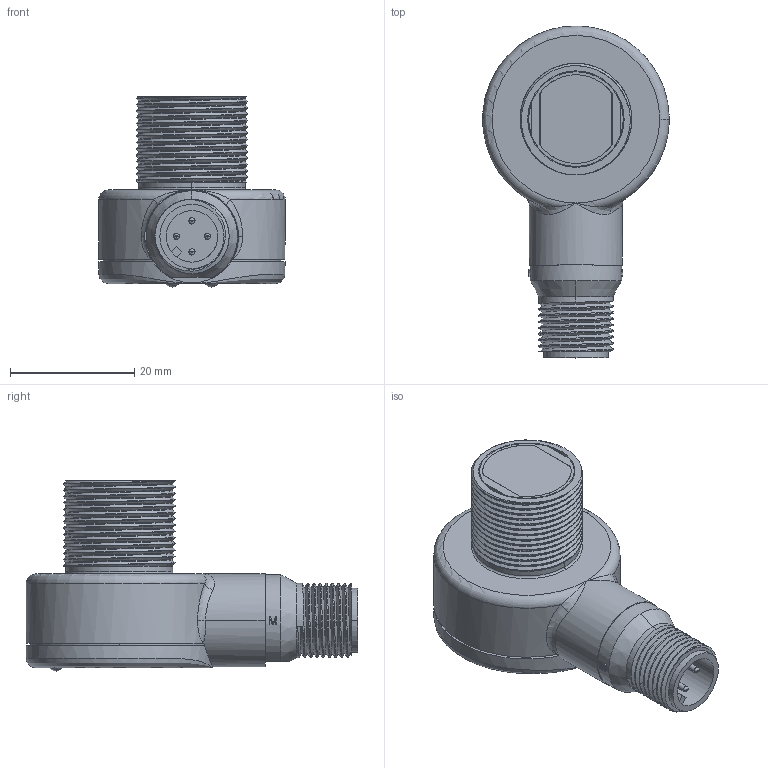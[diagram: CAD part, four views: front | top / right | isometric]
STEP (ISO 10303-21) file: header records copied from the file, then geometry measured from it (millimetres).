
FILE_DESCRIPTION((''),'2;1');
FILE_NAME('155309_SW','2010-12-03T',('banengservice'),('BANNER ENGINEERING'),'PRO/ENGINEER BY PARAMETRIC TECHNOLOGY CORPORATION, 2009141','PRO/ENGINEER BY PARAMETRIC TECHNOLOGY CORPORATION, 2009141','');
FILE_SCHEMA(('CONFIG_CONTROL_DESIGN'));
Length unit declared in the file: inch
Products named in the file (1): 155309_SW
Bounding box: 30.05 x 53.5 x 30.64 mm (x, y, z)
Volume: 7925.7 mm3; surface area: 13827.8 mm2
Topology: 3 solids, 4 shells, 509 faces, 1260 edges, 809 vertices
Faces by surface type: plane 238, cylinder 187, bspline 42, cone 20, torus 16, sphere 6
Entity records: 30127 total; most frequent: CARTESIAN_POINT 18196, ORIENTED_EDGE 2508, DIRECTION 2381, EDGE_CURVE 1254, AXIS2_PLACEMENT_3D 852, VERTEX_POINT 809, VECTOR 677, LINE 677
